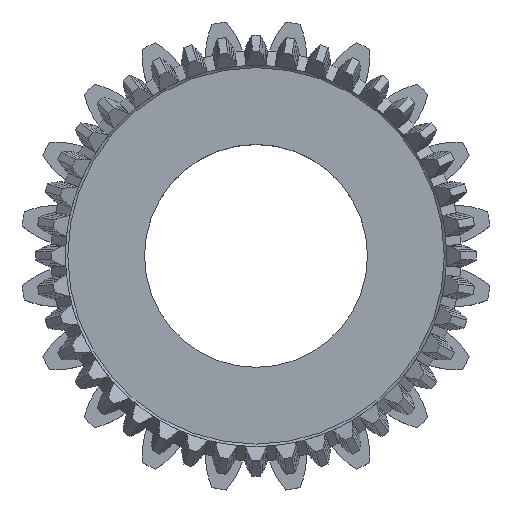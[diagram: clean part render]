
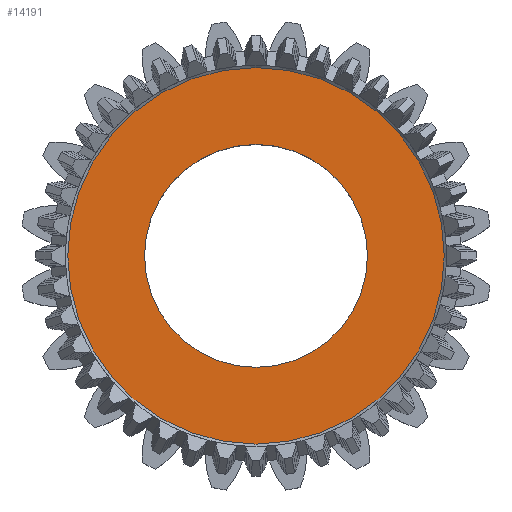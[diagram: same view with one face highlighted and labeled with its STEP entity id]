
A CAD part, top view. The second image highlights one B-rep face of the part: STEP entity #14191.
In plain terms, the highlighted planar face has unit normal (0, 0, 1).
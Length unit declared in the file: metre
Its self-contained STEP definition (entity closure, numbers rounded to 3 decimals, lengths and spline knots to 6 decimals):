
#3254=PLANE('',#15127);
#3935=CIRCLE('',#15128,0.026);
#3936=CIRCLE('',#15129,0.043911);
#4416=ORIENTED_EDGE('',*,*,#8826,.F.);
#4417=ORIENTED_EDGE('',*,*,#8827,.F.);
#8826=EDGE_CURVE('',#10993,#10993,#3935,.T.);
#8827=EDGE_CURVE('',#10994,#10994,#3936,.T.);
#10993=VERTEX_POINT('',#20356);
#10994=VERTEX_POINT('',#20358);
#12601=EDGE_LOOP('',(#4416));
#12602=EDGE_LOOP('',(#4417));
#13375=FACE_BOUND('',#12601,.T.);
#13376=FACE_BOUND('',#12602,.T.);
#14191=ADVANCED_FACE('',(#13375,#13376),#3254,.T.);
#15127=AXIS2_PLACEMENT_3D('',#20354,#16376,#16377);
#15128=AXIS2_PLACEMENT_3D('',#20355,#16378,#16379);
#15129=AXIS2_PLACEMENT_3D('',#20357,#16380,#16381);
#16376=DIRECTION('',(0.,0.,1.));
#16377=DIRECTION('',(1.,0.,0.));
#16378=DIRECTION('',(0.,0.,1.));
#16379=DIRECTION('',(1.,0.,0.));
#16380=DIRECTION('',(0.,0.,-1.));
#16381=DIRECTION('',(-1.,0.,0.));
#20354=CARTESIAN_POINT('',(0.021956,0.,0.045192));
#20355=CARTESIAN_POINT('',(0.,0.,0.045192));
#20356=CARTESIAN_POINT('',(0.026,0.,0.045192));
#20357=CARTESIAN_POINT('',(0.,0.,0.045192));
#20358=CARTESIAN_POINT('',(-0.043911,0.,0.045192));
